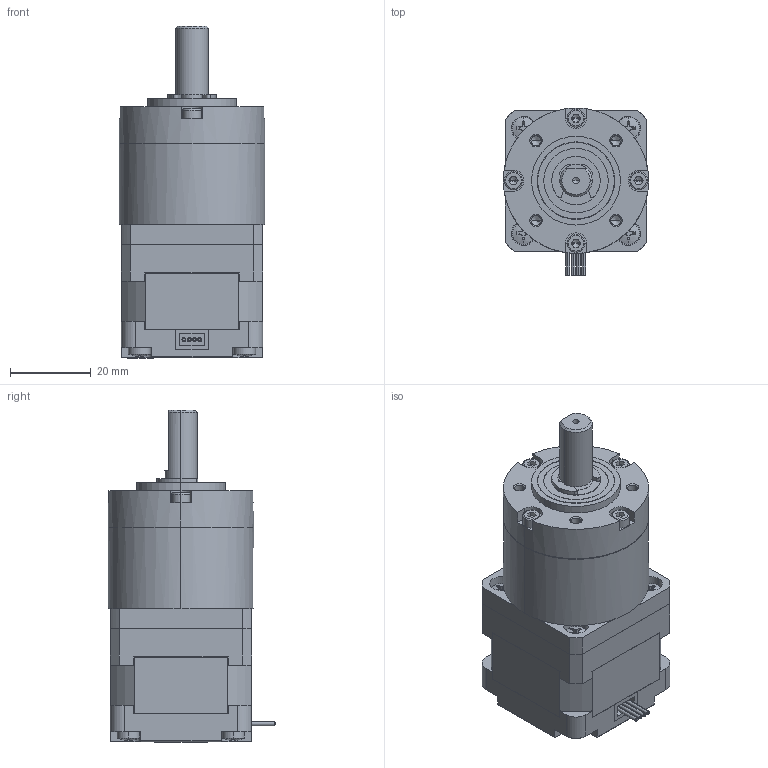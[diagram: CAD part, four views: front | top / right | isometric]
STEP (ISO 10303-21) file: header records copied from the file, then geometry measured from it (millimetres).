
FILE_DESCRIPTION (( 'STEP AP214' ), '1' );
FILE_NAME ('35HSH2408-36PG14J-300.STEP', '2023-06-29T10:16:20', ( 'Windows User' ), ( 'P R C' ), 'SwSTEP 2.0', 'SolidWorks 2021', '' );
FILE_SCHEMA (( 'AUTOMOTIVE_DESIGN' ));
Length unit declared in the file: millimetre
Products named in the file (5): hexagon socket head cap screws gb_GB_FASTENER_SCREWS_HSHCS M2.5X4-N; 35HSH2408-36PG14J-300; e rings gb_GB_CONNECTING_PIECE_RINGS_HR 6; cross recessed small pan head screws gb_GB_CROSS_SCREWS_TYPE3 M3X4-4-N
Assembly tree (14 placements, depth 2):
  35HSH2408-36PG14J-300
    35HSH2408-36PG14J-300
    e rings gb_GB_CONNECTING_PIECE_RINGS_HR 6
    cross recessed small pan head screws gb_GB_CROSS_SCREWS_TYPE3 M3X4-4-N  x8
    hexagon socket head cap screws gb_GB_FASTENER_SCREWS_HSHCS M2.5X4-N  x4
Bounding box: 36 x 41.5 x 82.25 mm (x, y, z)
Volume: 69894.6 mm3; surface area: 16103.8 mm2
Topology: 14 solids, 14 shells, 1022 faces, 2612 edges, 1683 vertices
Faces by surface type: plane 556, cylinder 211, bspline 162, cone 69, sphere 16, torus 8
Entity records: 36654 total; most frequent: CARTESIAN_POINT 17167, ORIENTED_EDGE 3892, DIRECTION 3237, EDGE_CURVE 1946, VERTEX_POINT 1276, VECTOR 1249, LINE 1249, AXIS2_PLACEMENT_3D 994
